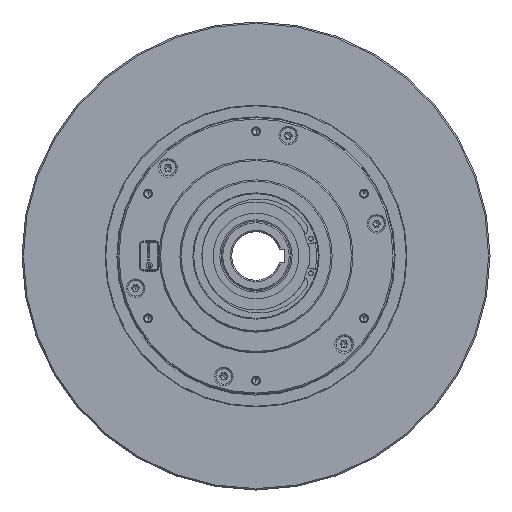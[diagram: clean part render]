
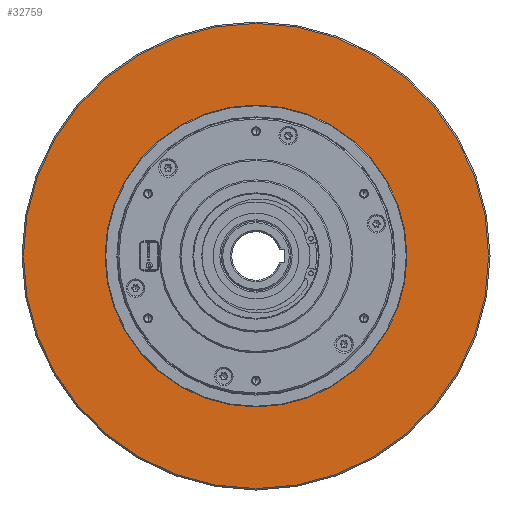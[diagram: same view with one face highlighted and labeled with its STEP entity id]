
A CAD part, left-side view. The second image highlights one B-rep face of the part: STEP entity #32759.
In plain terms, the highlighted planar face has unit normal (-1, 0, 0).
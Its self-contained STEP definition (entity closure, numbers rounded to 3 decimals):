
#2090 = CIRCLE ( 'NONE', #42407, 109. ) ;
#2413 = CIRCLE ( 'NONE', #19917, 168. ) ;
#2453 = CARTESIAN_POINT ( 'NONE',  ( -33.5, 0., 109. ) ) ;
#2525 = VERTEX_POINT ( 'NONE', #2453 ) ;
#5435 = PLANE ( 'NONE',  #21759 ) ;
#6287 = DIRECTION ( 'NONE',  ( 0., 0., -1. ) ) ;
#6358 = EDGE_CURVE ( 'NONE', #14988, #2525, #9960, .T. ) ;
#7614 = ORIENTED_EDGE ( 'NONE', *, *, #30753, .T. ) ;
#7751 = DIRECTION ( 'NONE',  ( 1., 0., 0. ) ) ;
#9481 = DIRECTION ( 'NONE',  ( 0., 0., -1. ) ) ;
#9960 = CIRCLE ( 'NONE', #36550, 109. ) ;
#14233 = CARTESIAN_POINT ( 'NONE',  ( -33.5, 0., -168. ) ) ;
#14988 = VERTEX_POINT ( 'NONE', #34953 ) ;
#19917 = AXIS2_PLACEMENT_3D ( 'NONE', #45375, #38425, #31509 ) ;
#20300 = CARTESIAN_POINT ( 'NONE',  ( -33.5, 0., 0. ) ) ;
#20530 = DIRECTION ( 'NONE',  ( 0., 0., -1. ) ) ;
#20652 = DIRECTION ( 'NONE',  ( 1., 0., 0. ) ) ;
#21242 = VERTEX_POINT ( 'NONE', #14233 ) ;
#21759 = AXIS2_PLACEMENT_3D ( 'NONE', #41868, #20652, #9481 ) ;
#25428 = EDGE_CURVE ( 'NONE', #2525, #14988, #2090, .T. ) ;
#26074 = EDGE_LOOP ( 'NONE', ( #7614, #28329 ) ) ;
#28329 = ORIENTED_EDGE ( 'NONE', *, *, #32282, .T. ) ;
#28869 = CARTESIAN_POINT ( 'NONE',  ( -33.5, 0., 0. ) ) ;
#29409 = VERTEX_POINT ( 'NONE', #39790 ) ;
#30753 = EDGE_CURVE ( 'NONE', #21242, #29409, #2413, .T. ) ;
#31509 = DIRECTION ( 'NONE',  ( 0., 0., -1. ) ) ;
#31611 = ORIENTED_EDGE ( 'NONE', *, *, #6358, .T. ) ;
#32282 = EDGE_CURVE ( 'NONE', #29409, #21242, #42988, .T. ) ;
#32759 = ADVANCED_FACE ( 'NONE', ( #37805, #41628 ), #5435, .F. ) ;
#32974 = CARTESIAN_POINT ( 'NONE',  ( -33.5, 0., 0. ) ) ;
#33208 = DIRECTION ( 'NONE',  ( 0., 0., -1. ) ) ;
#34953 = CARTESIAN_POINT ( 'NONE',  ( -33.5, 0., -109. ) ) ;
#36261 = DIRECTION ( 'NONE',  ( 1., 0., 0. ) ) ;
#36550 = AXIS2_PLACEMENT_3D ( 'NONE', #28869, #36261, #6287 ) ;
#37805 = FACE_OUTER_BOUND ( 'NONE', #26074, .T. ) ;
#38425 = DIRECTION ( 'NONE',  ( -1., 0., 0. ) ) ;
#39790 = CARTESIAN_POINT ( 'NONE',  ( -33.5, 0., 168. ) ) ;
#40689 = ORIENTED_EDGE ( 'NONE', *, *, #25428, .T. ) ;
#41628 = FACE_BOUND ( 'NONE', #44052, .T. ) ;
#41868 = CARTESIAN_POINT ( 'NONE',  ( -33.5, 169., 0. ) ) ;
#42407 = AXIS2_PLACEMENT_3D ( 'NONE', #32974, #7751, #33208 ) ;
#42705 = DIRECTION ( 'NONE',  ( -1., 0., 0. ) ) ;
#42988 = CIRCLE ( 'NONE', #45272, 168. ) ;
#44052 = EDGE_LOOP ( 'NONE', ( #40689, #31611 ) ) ;
#45272 = AXIS2_PLACEMENT_3D ( 'NONE', #20300, #42705, #20530 ) ;
#45375 = CARTESIAN_POINT ( 'NONE',  ( -33.5, 0., 0. ) ) ;
